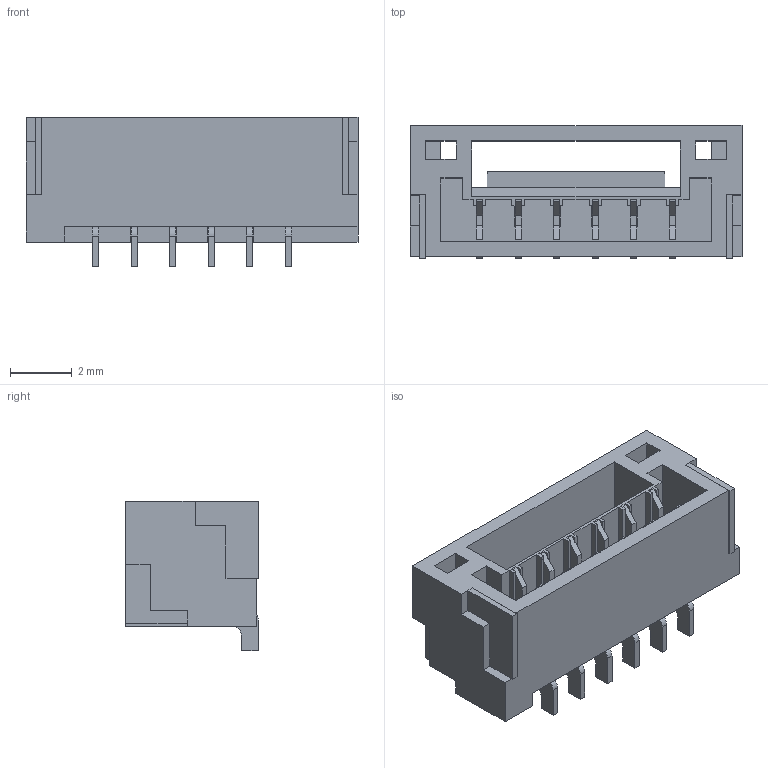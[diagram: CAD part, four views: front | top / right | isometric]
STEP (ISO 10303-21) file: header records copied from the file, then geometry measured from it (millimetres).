
FILE_DESCRIPTION(/* description */ ('STEP AP214'),/* implementation_level */ '2;1');
FILE_NAME(/* name */ 'GH1.25-6P.step',/* time_stamp */ '2025-12-14T10:31:32+08:00',/* author */ (''),/* organization */ (''),/* preprocessor_version */ 'ST-DEVELOPER v20.1',/* originating_system */ 'Autodesk Translation Framework v14.21.0.0',/* authorisation */ '');
FILE_SCHEMA (('AUTOMOTIVE_DESIGN { 1 0 10303 214 3 1 1 }'));
Length unit declared in the file: millimetre
Products named in the file (1): SM06B-GHS-TB
Bounding box: 10.75 x 4.3 x 4.85 mm (x, y, z)
Volume: 93.5 mm3; surface area: 481.4 mm2
Topology: 9 solids, 9 shells, 275 faces, 789 edges, 522 vertices
Faces by surface type: plane 263, cylinder 12
Entity records: 8893 total; most frequent: CARTESIAN_POINT 1587, ORIENTED_EDGE 1578, DIRECTION 1365, EDGE_CURVE 789, LINE 765, VECTOR 765, VERTEX_POINT 522, AXIS2_PLACEMENT_3D 300
